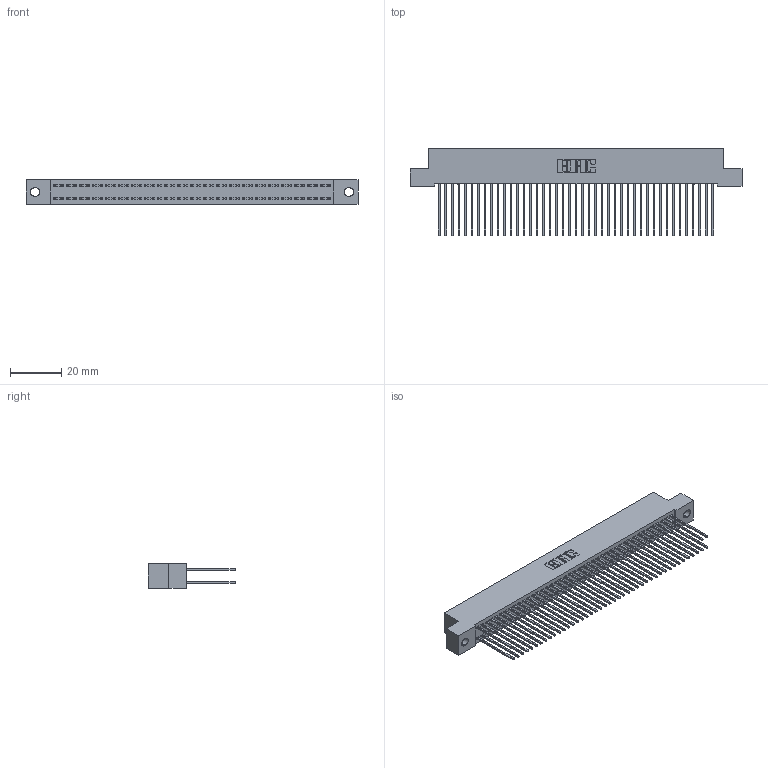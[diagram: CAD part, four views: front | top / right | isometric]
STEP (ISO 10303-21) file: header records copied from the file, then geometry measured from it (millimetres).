
FILE_DESCRIPTION (( 'STEP AP203' ), '1' );
FILE_NAME ('342-086-541-202.STEP', '2018-08-13T19:13:04', ( '' ), ( '' ), 'SwSTEP 2.0', 'SolidWorks 2016', '' );
FILE_SCHEMA (( 'CONFIG_CONTROL_DESIGN' ));
Length unit declared in the file: inch
Products named in the file (3): 342 Part_.128 Slot; 345-292-001_345-293-141; 342-086-541-202
Assembly tree (87 placements, depth 2):
  342-086-541-202
    342 Part_.128 Slot
    345-292-001_345-293-141  x86
Bounding box: 129.54 x 34.3 x 9.4 mm (x, y, z)
Volume: 12085.1 mm3; surface area: 21686.8 mm2
Topology: 87 solids, 87 shells, 4586 faces, 13641 edges, 8978 vertices
Faces by surface type: plane 3166, cylinder 1420
Entity records: 27555 total; most frequent: CARTESIAN_POINT 4566, ORIENTED_EDGE 4502, DIRECTION 3899, EDGE_CURVE 2251, VECTOR 2123, LINE 2123, VERTEX_POINT 1498, AXIS2_PLACEMENT_3D 888
